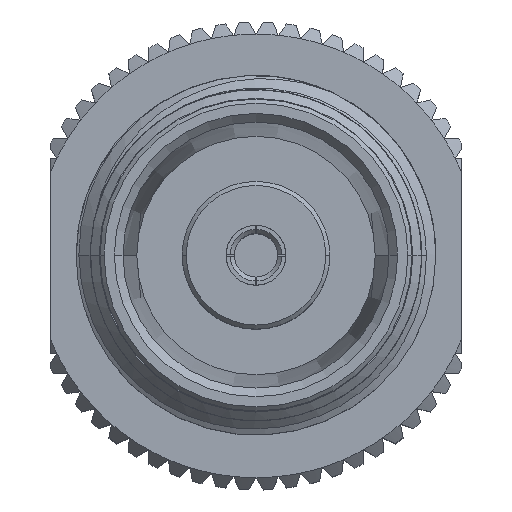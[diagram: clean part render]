
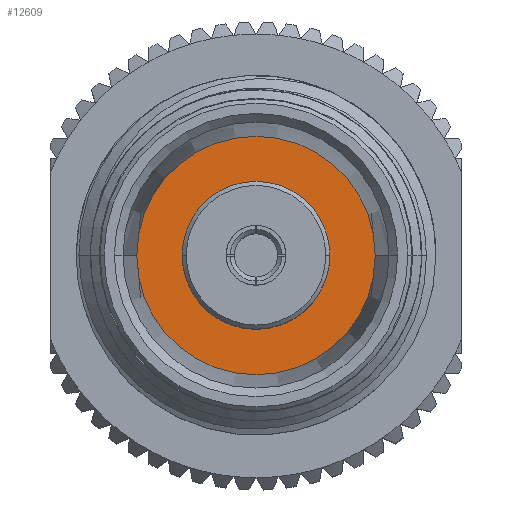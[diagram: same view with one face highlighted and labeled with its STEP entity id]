
A CAD part, top view. The second image highlights one B-rep face of the part: STEP entity #12609.
In plain terms, the highlighted face is planar.
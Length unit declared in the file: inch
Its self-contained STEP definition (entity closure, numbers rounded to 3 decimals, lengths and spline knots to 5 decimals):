
#915 = ORIENTED_EDGE ( 'NONE', *, *, #11341, .T. ) ;
#1004 = CARTESIAN_POINT ( 'NONE',  ( 0.33, 0., 0. ) ) ;
#1267 = AXIS2_PLACEMENT_3D ( 'NONE', #1311, #7029, #11008 ) ;
#1311 = CARTESIAN_POINT ( 'NONE',  ( 0.33, 0., 0. ) ) ;
#1480 = DIRECTION ( 'NONE',  ( -1., 0., 0. ) ) ;
#1501 = CIRCLE ( 'NONE', #8852, 0.14521 ) ;
#1890 = VERTEX_POINT ( 'NONE', #4647 ) ;
#2020 = EDGE_CURVE ( 'NONE', #9746, #14977, #11080, .T. ) ;
#3083 = EDGE_LOOP ( 'NONE', ( #10575, #6535 ) ) ;
#3619 = FACE_BOUND ( 'NONE', #3083, .T. ) ;
#3703 = DIRECTION ( 'NONE',  ( 0., 0., 1. ) ) ;
#3745 = DIRECTION ( 'NONE',  ( -1., 0., 0. ) ) ;
#3848 = DIRECTION ( 'NONE',  ( 0., 0., 1. ) ) ;
#4647 = CARTESIAN_POINT ( 'NONE',  ( 0.33, 0., -0.14521 ) ) ;
#5110 = DIRECTION ( 'NONE',  ( -1., 0., 0. ) ) ;
#5292 = CARTESIAN_POINT ( 'NONE',  ( 0.33, 0., 0.14521 ) ) ;
#5464 = CARTESIAN_POINT ( 'NONE',  ( 0.33, 0., -0.09 ) ) ;
#5758 = DIRECTION ( 'NONE',  ( -1., 0., 0. ) ) ;
#6535 = ORIENTED_EDGE ( 'NONE', *, *, #13909, .F. ) ;
#7029 = DIRECTION ( 'NONE',  ( -1., 0., 0. ) ) ;
#7495 = FACE_OUTER_BOUND ( 'NONE', #12565, .T. ) ;
#8105 = CIRCLE ( 'NONE', #1267, 0.09 ) ;
#8163 = ORIENTED_EDGE ( 'NONE', *, *, #12409, .T. ) ;
#8577 = CARTESIAN_POINT ( 'NONE',  ( 0.33, 0., 0.09 ) ) ;
#8772 = PLANE ( 'NONE',  #12725 ) ;
#8852 = AXIS2_PLACEMENT_3D ( 'NONE', #12438, #3745, #10022 ) ;
#9491 = VERTEX_POINT ( 'NONE', #5292 ) ;
#9746 = VERTEX_POINT ( 'NONE', #5464 ) ;
#10022 = DIRECTION ( 'NONE',  ( 0., 0., 1. ) ) ;
#10575 = ORIENTED_EDGE ( 'NONE', *, *, #2020, .F. ) ;
#11008 = DIRECTION ( 'NONE',  ( 0., 0., 1. ) ) ;
#11080 = CIRCLE ( 'NONE', #15151, 0.09 ) ;
#11341 = EDGE_CURVE ( 'NONE', #9491, #1890, #1501, .T. ) ;
#12396 = CARTESIAN_POINT ( 'NONE',  ( 0.33, 0., 0. ) ) ;
#12409 = EDGE_CURVE ( 'NONE', #1890, #9491, #15005, .T. ) ;
#12438 = CARTESIAN_POINT ( 'NONE',  ( 0.33, 0., 0. ) ) ;
#12565 = EDGE_LOOP ( 'NONE', ( #915, #8163 ) ) ;
#12609 = ADVANCED_FACE ( 'NONE', ( #3619, #7495 ), #8772, .T. ) ;
#12725 = AXIS2_PLACEMENT_3D ( 'NONE', #15002, #5110, #3848 ) ;
#12864 = DIRECTION ( 'NONE',  ( 0., 0., 1. ) ) ;
#13909 = EDGE_CURVE ( 'NONE', #14977, #9746, #8105, .T. ) ;
#13998 = AXIS2_PLACEMENT_3D ( 'NONE', #1004, #5758, #12864 ) ;
#14977 = VERTEX_POINT ( 'NONE', #8577 ) ;
#15002 = CARTESIAN_POINT ( 'NONE',  ( 0.33, 0., 0. ) ) ;
#15005 = CIRCLE ( 'NONE', #13998, 0.14521 ) ;
#15151 = AXIS2_PLACEMENT_3D ( 'NONE', #12396, #1480, #3703 ) ;
